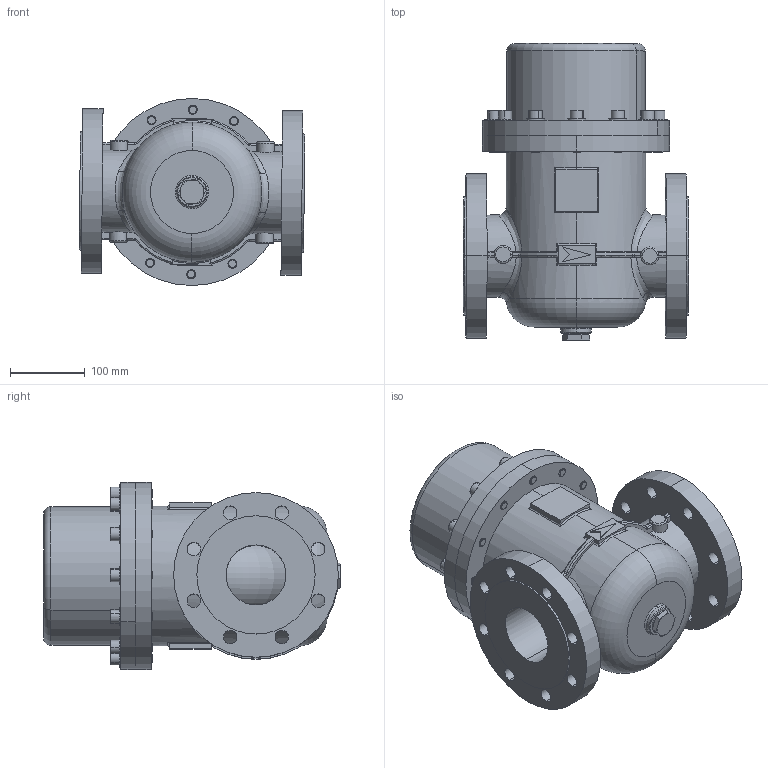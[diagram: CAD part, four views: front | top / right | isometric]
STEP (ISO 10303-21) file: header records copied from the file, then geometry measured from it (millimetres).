
FILE_DESCRIPTION (( 'STEP AP203' ), '1' );
FILE_NAME ('GS100.STEP', '2022-08-03T08:01:07', ( '' ), ( '' ), 'SwSTEP 2.0', 'SolidWorks 2018', '' );
FILE_SCHEMA (( 'CONFIG_CONTROL_DESIGN' ));
Length unit declared in the file: millimetre
Products named in the file (10): 2.15.0016; 2.15.0018; 2.15.0014; GS100; 2.15.0004; 2.15.0013; 2.15.0009; 2.15.0015; 2.15.0019; 2.15.0017
Assembly tree (32 placements, depth 2):
  GS100
    2.15.0004
    2.15.0009
    2.15.0013  x12
    2.15.0014  x12
    2.15.0015
    2.15.0016
    2.15.0017  x2
    2.15.0018
    2.15.0019
Bounding box: 301.54 x 397 x 249.99 mm (x, y, z)
Volume: 8321345.8 mm3; surface area: 1122358.4 mm2
Topology: 32 solids, 32 shells, 679 faces, 1599 edges, 1023 vertices
Faces by surface type: cylinder 288, plane 243, torus 88, cone 42, bspline 18
Entity records: 18842 total; most frequent: CARTESIAN_POINT 6891, DIRECTION 2269, ORIENTED_EDGE 2074, EDGE_CURVE 1037, AXIS2_PLACEMENT_3D 949, VERTEX_POINT 663, CIRCLE 523, EDGE_LOOP 522
